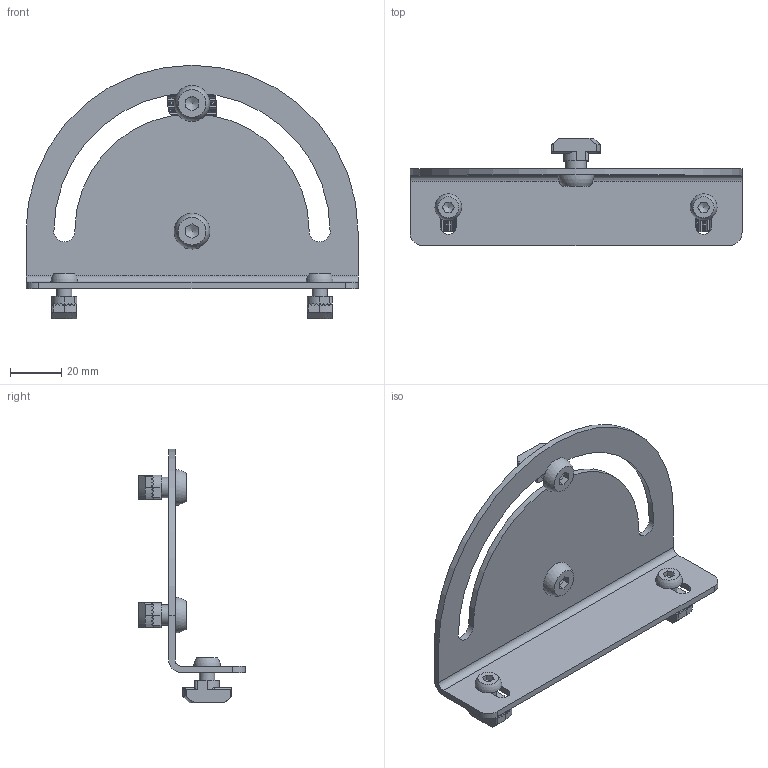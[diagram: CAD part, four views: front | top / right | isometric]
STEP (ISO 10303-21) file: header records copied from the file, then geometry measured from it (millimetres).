
FILE_DESCRIPTION(('STEP AP203'),'1');
FILE_NAME('FIXE10B1251.stp','2023-10-17T14:49:07',(' '),(' '),'Spatial InterOp 3D',' ',' ');
FILE_SCHEMA(('CONFIG_CONTROL_DESIGN'));
Length unit declared in the file: millimetre
Products named in the file (6): Kit équerre orientable 8 130 -P1045; Ecrou tête rectangulaire 10 M8; Vis BHC - M8x14; Ecrou tête rectangulaire 10 M6; Vis BHC - M6x14; Equerre orientable 8 130
Assembly tree (9 placements, depth 2):
  Kit équerre orientable 8 130 -P1045
    Ecrou tête rectangulaire 10 M8  x2
    Vis BHC - M8x14  x2
    Ecrou tête rectangulaire 10 M6  x2
    Vis BHC - M6x14  x2
    Equerre orientable 8 130
Bounding box: 130 x 41.8 x 99.3 mm (x, y, z)
Volume: 35892.1 mm3; surface area: 31102.7 mm2
Topology: 9 solids, 9 shells, 389 faces, 1098 edges, 731 vertices
Faces by surface type: plane 311, cylinder 58, bspline 8, cone 8, sphere 4
Full cylindrical faces by diameter (mm): 5 x2, 6 x4, 6.8 x2, 8 x4, 8.1 x1
Entity records: 8302 total; most frequent: CARTESIAN_POINT 1459, DIRECTION 1160, ORIENTED_EDGE 1136, EDGE_CURVE 568, AXIS2_PLACEMENT_3D 407, VERTEX_POINT 388, LINE 346, VECTOR 346
